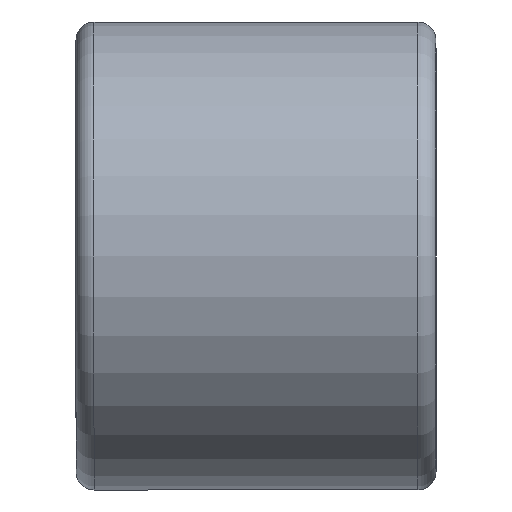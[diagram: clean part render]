
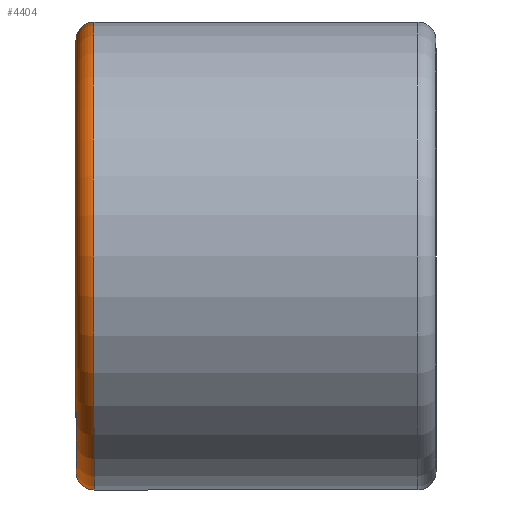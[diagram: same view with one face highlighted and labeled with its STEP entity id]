
A CAD part, left-side view. The second image highlights one B-rep face of the part: STEP entity #4404.
In plain terms, the highlighted toroidal (fillet/blend) face has major radius 3.048 mm and minor radius 0.254 mm.
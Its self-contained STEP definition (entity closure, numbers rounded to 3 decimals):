
#3358 = CYLINDRICAL_SURFACE('',#3359,3.302);
#3359 = AXIS2_PLACEMENT_3D('',#3360,#3361,#3362);
#3360 = CARTESIAN_POINT('',(0.,2.54,0.));
#3361 = DIRECTION('',(0.,1.,0.));
#3362 = DIRECTION('',(1.,0.,0.));
#4294 = VERTEX_POINT('',#4295);
#4295 = CARTESIAN_POINT('',(3.302,2.286,0.));
#4316 = EDGE_CURVE('',#4294,#4294,#4317,.T.);
#4317 = SURFACE_CURVE('',#4318,(#4323,#4330),.PCURVE_S1.);
#4318 = CIRCLE('',#4319,3.302);
#4319 = AXIS2_PLACEMENT_3D('',#4320,#4321,#4322);
#4320 = CARTESIAN_POINT('',(0.,2.286,0.
    ));
#4321 = DIRECTION('',(0.,-1.,0.));
#4322 = DIRECTION('',(1.,0.,0.));
#4323 = PCURVE('',#3358,#4324);
#4324 = DEFINITIONAL_REPRESENTATION('',(#4325),#4329);
#4325 = LINE('',#4326,#4327);
#4326 = CARTESIAN_POINT('',(-0.,-0.254));
#4327 = VECTOR('',#4328,1.);
#4328 = DIRECTION('',(-1.,0.));
#4329 = ( GEOMETRIC_REPRESENTATION_CONTEXT(2) 
PARAMETRIC_REPRESENTATION_CONTEXT() REPRESENTATION_CONTEXT('2D SPACE',''
  ) );
#4330 = PCURVE('',#4331,#4336);
#4331 = TOROIDAL_SURFACE('',#4332,3.048,0.254);
#4332 = AXIS2_PLACEMENT_3D('',#4333,#4334,#4335);
#4333 = CARTESIAN_POINT('',(0.,2.286,0.
    ));
#4334 = DIRECTION('',(0.,1.,0.));
#4335 = DIRECTION('',(1.,0.,0.));
#4336 = DEFINITIONAL_REPRESENTATION('',(#4337),#4341);
#4337 = LINE('',#4338,#4339);
#4338 = CARTESIAN_POINT('',(-0.,0.));
#4339 = VECTOR('',#4340,1.);
#4340 = DIRECTION('',(-1.,0.));
#4341 = ( GEOMETRIC_REPRESENTATION_CONTEXT(2) 
PARAMETRIC_REPRESENTATION_CONTEXT() REPRESENTATION_CONTEXT('2D SPACE',''
  ) );
#4404 = ADVANCED_FACE('',(#4405),#4331,.T.);
#4405 = FACE_BOUND('',#4406,.F.);
#4406 = EDGE_LOOP('',(#4407,#4429,#4430,#4431));
#4407 = ORIENTED_EDGE('',*,*,#4408,.F.);
#4408 = EDGE_CURVE('',#4294,#4409,#4411,.T.);
#4409 = VERTEX_POINT('',#4410);
#4410 = CARTESIAN_POINT('',(3.048,2.54,0.));
#4411 = SEAM_CURVE('',#4412,(#4417,#4423),.PCURVE_S1.);
#4412 = CIRCLE('',#4413,0.254);
#4413 = AXIS2_PLACEMENT_3D('',#4414,#4415,#4416);
#4414 = CARTESIAN_POINT('',(3.048,2.286,0.));
#4415 = DIRECTION('',(0.,0.,1.));
#4416 = DIRECTION('',(1.,0.,0.));
#4417 = PCURVE('',#4331,#4418);
#4418 = DEFINITIONAL_REPRESENTATION('',(#4419),#4422);
#4419 = B_SPLINE_CURVE_WITH_KNOTS('',1,(#4420,#4421),.UNSPECIFIED.,.F.,
  .F.,(2,2),(0.,1.571),.PIECEWISE_BEZIER_KNOTS.);
#4420 = CARTESIAN_POINT('',(0.,0.));
#4421 = CARTESIAN_POINT('',(0.,1.571));
#4422 = ( GEOMETRIC_REPRESENTATION_CONTEXT(2) 
PARAMETRIC_REPRESENTATION_CONTEXT() REPRESENTATION_CONTEXT('2D SPACE',''
  ) );
#4423 = PCURVE('',#4331,#4424);
#4424 = DEFINITIONAL_REPRESENTATION('',(#4425),#4428);
#4425 = B_SPLINE_CURVE_WITH_KNOTS('',1,(#4426,#4427),.UNSPECIFIED.,.F.,
  .F.,(2,2),(0.,1.571),.PIECEWISE_BEZIER_KNOTS.);
#4426 = CARTESIAN_POINT('',(-6.283,0.));
#4427 = CARTESIAN_POINT('',(-6.283,1.571));
#4428 = ( GEOMETRIC_REPRESENTATION_CONTEXT(2) 
PARAMETRIC_REPRESENTATION_CONTEXT() REPRESENTATION_CONTEXT('2D SPACE',''
  ) );
#4429 = ORIENTED_EDGE('',*,*,#4316,.T.);
#4430 = ORIENTED_EDGE('',*,*,#4408,.T.);
#4431 = ORIENTED_EDGE('',*,*,#4432,.F.);
#4432 = EDGE_CURVE('',#4409,#4409,#4433,.T.);
#4433 = SURFACE_CURVE('',#4434,(#4439,#4446),.PCURVE_S1.);
#4434 = CIRCLE('',#4435,3.048);
#4435 = AXIS2_PLACEMENT_3D('',#4436,#4437,#4438);
#4436 = CARTESIAN_POINT('',(0.,2.54,0.));
#4437 = DIRECTION('',(0.,-1.,0.));
#4438 = DIRECTION('',(1.,0.,0.));
#4439 = PCURVE('',#4331,#4440);
#4440 = DEFINITIONAL_REPRESENTATION('',(#4441),#4445);
#4441 = LINE('',#4442,#4443);
#4442 = CARTESIAN_POINT('',(-0.,1.571));
#4443 = VECTOR('',#4444,1.);
#4444 = DIRECTION('',(-1.,0.));
#4445 = ( GEOMETRIC_REPRESENTATION_CONTEXT(2) 
PARAMETRIC_REPRESENTATION_CONTEXT() REPRESENTATION_CONTEXT('2D SPACE',''
  ) );
#4446 = PCURVE('',#4447,#4452);
#4447 = PLANE('',#4448);
#4448 = AXIS2_PLACEMENT_3D('',#4449,#4450,#4451);
#4449 = CARTESIAN_POINT('',(0.,2.54,0.
    ));
#4450 = DIRECTION('',(0.,-1.,0.));
#4451 = DIRECTION('',(0.,0.,-1.));
#4452 = DEFINITIONAL_REPRESENTATION('',(#4453),#4457);
#4453 = CIRCLE('',#4454,3.048);
#4454 = AXIS2_PLACEMENT_2D('',#4455,#4456);
#4455 = CARTESIAN_POINT('',(0.,0.));
#4456 = DIRECTION('',(0.,1.));
#4457 = ( GEOMETRIC_REPRESENTATION_CONTEXT(2) 
PARAMETRIC_REPRESENTATION_CONTEXT() REPRESENTATION_CONTEXT('2D SPACE',''
  ) );
